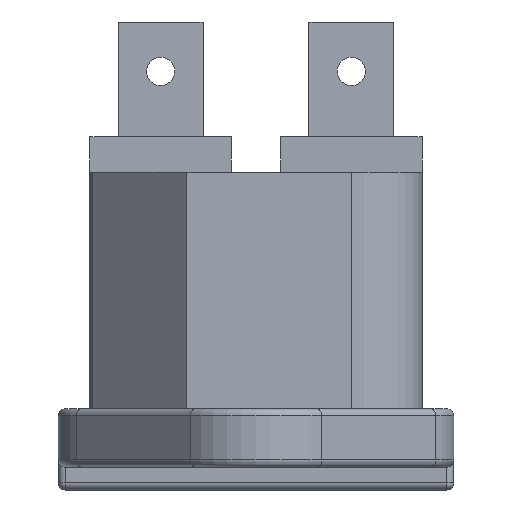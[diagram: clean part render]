
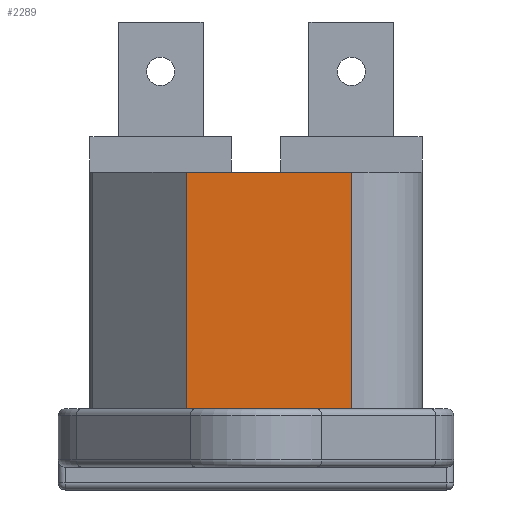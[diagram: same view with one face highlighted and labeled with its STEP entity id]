
A CAD part, left-side view. The second image highlights one B-rep face of the part: STEP entity #2289.
In plain terms, the highlighted planar face has unit normal (-1, 0, 0).
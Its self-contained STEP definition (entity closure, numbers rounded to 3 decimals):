
#168=FACE_OUTER_BOUND('',#317,.T.);
#317=EDGE_LOOP('',(#1709,#1710,#1711,#1712));
#572=LINE('',#3481,#805);
#593=LINE('',#3552,#826);
#638=LINE('',#3669,#871);
#639=LINE('',#3671,#872);
#805=VECTOR('',#2733,9.35);
#826=VECTOR('',#2784,9.35);
#871=VECTOR('',#2897,13.4);
#872=VECTOR('',#2900,13.4);
#1049=VERTEX_POINT('',#3478);
#1050=VERTEX_POINT('',#3480);
#1084=VERTEX_POINT('',#3549);
#1085=VERTEX_POINT('',#3551);
#1251=EDGE_CURVE('',#1049,#1050,#572,.T.);
#1286=EDGE_CURVE('',#1085,#1084,#593,.T.);
#1346=EDGE_CURVE('',#1049,#1085,#638,.T.);
#1347=EDGE_CURVE('',#1050,#1084,#639,.T.);
#1709=ORIENTED_EDGE('',*,*,#1286,.T.);
#1710=ORIENTED_EDGE('',*,*,#1347,.F.);
#1711=ORIENTED_EDGE('',*,*,#1251,.F.);
#1712=ORIENTED_EDGE('',*,*,#1346,.T.);
#2205=PLANE('',#2482);
#2289=ADVANCED_FACE('',(#168),#2205,.F.);
#2482=AXIS2_PLACEMENT_3D('',#3670,#2898,#2899);
#2733=DIRECTION('',(0.,-1.,0.));
#2784=DIRECTION('',(0.,-1.,0.));
#2897=DIRECTION('',(0.,0.,-1.));
#2898=DIRECTION('center_axis',(1.,0.,0.));
#2899=DIRECTION('ref_axis',(0.,0.,-1.));
#2900=DIRECTION('',(0.,0.,-1.));
#3478=CARTESIAN_POINT('',(-13.5,3.95,16.7));
#3480=CARTESIAN_POINT('',(-13.5,-5.4,16.7));
#3481=CARTESIAN_POINT('',(-13.5,3.95,16.7));
#3549=CARTESIAN_POINT('',(-13.5,-5.4,3.3));
#3551=CARTESIAN_POINT('',(-13.5,3.95,3.3));
#3552=CARTESIAN_POINT('',(-13.5,3.95,3.3));
#3669=CARTESIAN_POINT('',(-13.5,3.95,16.7));
#3670=CARTESIAN_POINT('Origin',(-13.5,3.95,16.7));
#3671=CARTESIAN_POINT('',(-13.5,-5.4,16.7));
